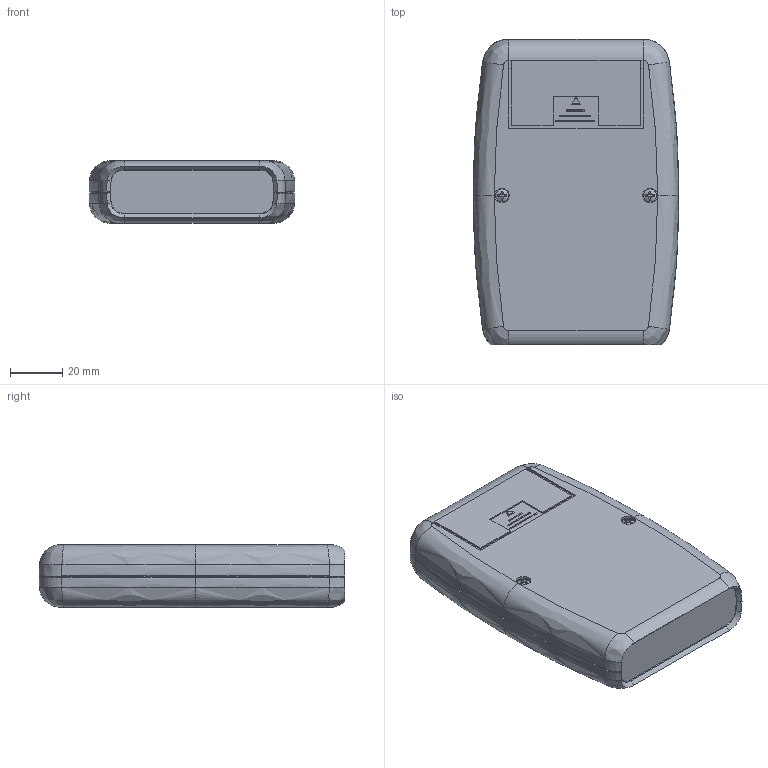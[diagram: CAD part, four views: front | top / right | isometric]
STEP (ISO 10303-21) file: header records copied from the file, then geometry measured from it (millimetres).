
FILE_DESCRIPTION(/* description */ (''),/* implementation_level */ '2;1');
FILE_NAME(/* name */ '1553BBAT.iam.stp',/* time_stamp */ '2015-12-22T09:04:38-05:00',/* author */ ('rboehler'),/* organization */ (''),/* preprocessor_version */ 'ST-DEVELOPER v16.1',/* originating_system */ 'Autodesk Inventor 2016',/* authorisation */ '');
FILE_SCHEMA (('AUTOMOTIVE_DESIGN { 1 0 10303 214 3 1 1 }'));
Products named in the file (11): 1553BBAT BOTTOM; 1553B TOP; 1553B Front Panel; 1553BBAT Door; 1553BBAT PCB; #37370; Negative Spring Clip; Positive Spring Clip; 1553B BOTTOM GRIP; 1553B TOP GRIP; 1553BBAT
Assembly tree (11 placements, depth 2):
  #37370
  1553BBAT
    1553BBAT BOTTOM
    1553B TOP
    1553B Front Panel
    1553BBAT Door
    1553BBAT PCB
    Negative Spring Clip  x2
    Positive Spring Clip  x2
    1553B BOTTOM GRIP
    1553B TOP GRIP
Bounding box: 79 x 117.24 x 24 mm (x, y, z)
Volume: 75226.5 mm3; surface area: 81783.3 mm2
Topology: 15 solids, 15 shells, 1054 faces, 2788 edges, 1825 vertices
Faces by surface type: plane 587, bspline 283, cylinder 108, cone 52, torus 18, sphere 6
Full cylindrical faces by diameter (mm): 2 x2, 2.5 x4, 2.845 x2, 3 x2, 3.2 x4, 5.5 x2
Entity records: 37372 total; most frequent: CARTESIAN_POINT 16728, ORIENTED_EDGE 4700, DIRECTION 3302, EDGE_CURVE 2348, VERTEX_POINT 1550, LINE 1328, VECTOR 1328, EDGE_LOOP 1018
